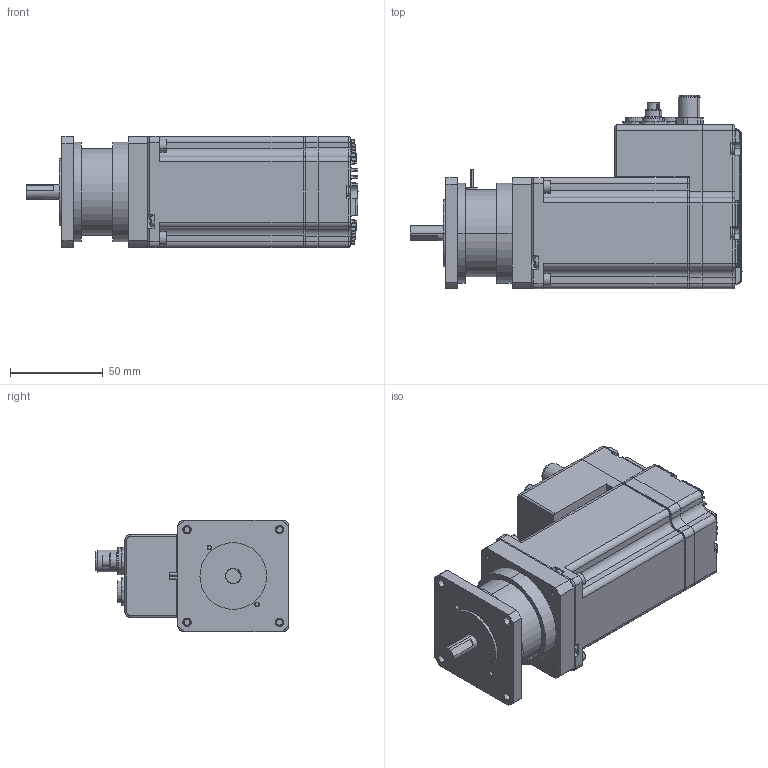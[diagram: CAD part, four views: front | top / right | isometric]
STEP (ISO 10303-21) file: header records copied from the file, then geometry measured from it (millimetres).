
FILE_DESCRIPTION (( 'STEP AP203' ), '1' );
FILE_NAME ('P11A-MO-060-03-R00.STEP', '2018-11-08T02:28:38', ( '' ), ( '' ), 'SwSTEP 2.0', 'SolidWorks 2013', '' );
FILE_SCHEMA (( 'CONFIG_CONTROL_DESIGN' ));
Length unit declared in the file: millimetre
Products named in the file (26): socket head cap screw_ks_KS 1003 - M4 x 16 x 16-N; 877600816; 09-0408-30-03(鱔褐)-2; 60EC-PCB1-01; 20PS-JMCS-G-1B-TF(N); 目池磐-家南-4P(傈盔)_荐 (09-0411-30-04)-1; pan cross head_ks_KS 1023 PC- M3 x 20-N; 20R-JMCS-G-B-TF(NSA); 目池磐-家南-4P(傈盔)_荐 (09-0411-30-04)-2; pan cross head_ks_KS 1023 PC- M3 x 25-N; 791091003; M117-MO-060-03-R00; 86_1031_1100_00012-1; KMG; M119-EC-056-03-R00; 86_1031_1100_00012-2; M119-EC-060-01-R00; P119-MO-060-03-R00; 42EC-PCB3-01; M119-EC-060-02-R00; P11A-MO-060-03-R00; 56EC-PCB3-01; M119-EC-042-03-R00; BXW-02-10-53_3D; 60EC-PCB2-01; 09-0408-30-03(鱔褐)-1
Assembly tree (37 placements, depth 3):
  P11A-MO-060-03-R00
    BXW-02-10-53_3D
    socket head cap screw_ks_KS 1003 - M4 x 16 x 16-N  x4
    P119-MO-060-03-R00
      60EC-PCB1-01
      pan cross head_ks_KS 1023 PC- M3 x 20-N  x2
      pan cross head_ks_KS 1023 PC- M3 x 25-N  x3
      KMG
      M119-EC-060-01-R00
      M119-EC-060-02-R00
      M119-EC-042-03-R00
      09-0408-30-03(鱔褐)-1  x2
      09-0408-30-03(鱔褐)-2  x2
      目池磐-家南-4P(傈盔)_荐 (09-0411-30-04)-1
      目池磐-家南-4P(傈盔)_荐 (09-0411-30-04)-2
      86_1031_1100_00012-1
      86_1031_1100_00012-2
      42EC-PCB3-01
      56EC-PCB3-01
      60EC-PCB2-01
      877600816  x2
      20PS-JMCS-G-1B-TF(N)  x2
      20R-JMCS-G-B-TF(NSA)  x2
      791091003  x2
      M117-MO-060-03-R00
      M119-EC-056-03-R00
Bounding box: 179.3 x 104.6 x 60 mm (x, y, z)
Volume: 457759.9 mm3; surface area: 146422.6 mm2
Topology: 38 solids, 50 shells, 5380 faces, 14012 edges, 8886 vertices
Faces by surface type: plane 3150, cylinder 1386, bspline 355, cone 324, torus 93, sphere 72
Entity records: 127643 total; most frequent: CARTESIAN_POINT 32017, ORIENTED_EDGE 19634, DIRECTION 18964, EDGE_CURVE 9817, AXIS2_PLACEMENT_3D 6404, VERTEX_POINT 6235, LINE 6156, VECTOR 6156
